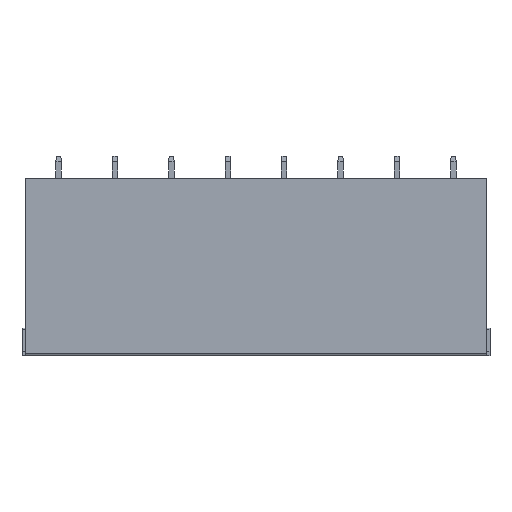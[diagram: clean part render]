
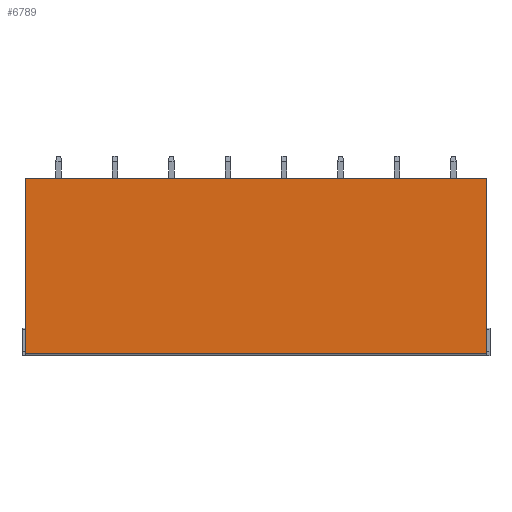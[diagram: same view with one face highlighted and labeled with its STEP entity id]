
A CAD part, left-side view. The second image highlights one B-rep face of the part: STEP entity #6789.
In plain terms, the highlighted planar face has unit normal (-1, 0, 0).
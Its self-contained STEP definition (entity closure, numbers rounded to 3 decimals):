
#94=DIRECTION('',(0.,0.,1.));
#95=VECTOR('',#94,31.6);
#96=CARTESIAN_POINT('',(-6.7,0.,-15.6));
#97=LINE('',#96,#95);
#720=DIRECTION('',(0.,0.,1.));
#721=VECTOR('',#720,31.6);
#722=CARTESIAN_POINT('',(-6.7,-83.12,-15.6));
#723=LINE('',#722,#721);
#885=DIRECTION('',(0.,-1.,0.));
#886=VECTOR('',#885,83.12);
#887=CARTESIAN_POINT('',(-6.7,0.,-15.6));
#888=LINE('',#887,#886);
#889=DIRECTION('',(0.,-1.,0.));
#890=VECTOR('',#889,83.12);
#891=CARTESIAN_POINT('',(-6.7,0.,16.));
#892=LINE('',#891,#890);
#4813=CARTESIAN_POINT('',(-6.7,0.,16.));
#4815=VERTEX_POINT('',#4813);
#4822=CARTESIAN_POINT('',(-6.7,0.,-15.6));
#4824=VERTEX_POINT('',#4822);
#4825=CARTESIAN_POINT('',(-6.7,-83.12,16.));
#4827=VERTEX_POINT('',#4825);
#4834=CARTESIAN_POINT('',(-6.7,-83.12,-15.6));
#4836=VERTEX_POINT('',#4834);
#6777=CARTESIAN_POINT('',(-6.7,0.,-15.6));
#6778=DIRECTION('',(-1.,0.,0.));
#6779=DIRECTION('',(0.,0.,1.));
#6780=AXIS2_PLACEMENT_3D('',#6777,#6778,#6779);
#6781=PLANE('',#6780);
#6782=ORIENTED_EDGE('',*,*,#6224,.T.);
#6784=ORIENTED_EDGE('',*,*,#6783,.T.);
#6785=ORIENTED_EDGE('',*,*,#6559,.F.);
#6786=ORIENTED_EDGE('',*,*,#6770,.F.);
#6787=EDGE_LOOP('',(#6782,#6784,#6785,#6786));
#6788=FACE_OUTER_BOUND('',#6787,.F.);
#6224=EDGE_CURVE('',#4824,#4815,#97,.T.);
#6559=EDGE_CURVE('',#4836,#4827,#723,.T.);
#6770=EDGE_CURVE('',#4824,#4836,#888,.T.);
#6783=EDGE_CURVE('',#4815,#4827,#892,.T.);
#6789=ADVANCED_FACE('',(#6788),#6781,.T.);
